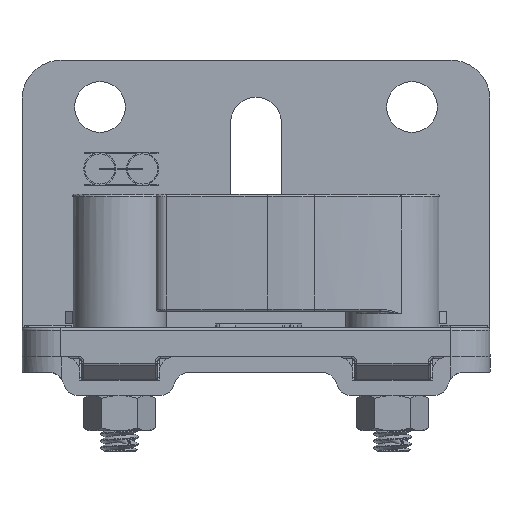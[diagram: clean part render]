
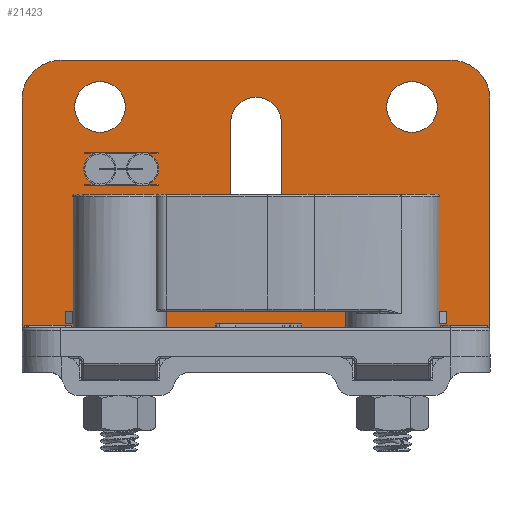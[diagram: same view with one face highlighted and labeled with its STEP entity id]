
A CAD part, front view. The second image highlights one B-rep face of the part: STEP entity #21423.
In plain terms, the highlighted planar face has unit normal (0, -1, 0).
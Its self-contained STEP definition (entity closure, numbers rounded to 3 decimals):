
#916=CIRCLE('',#22791,2.066);
#917=CIRCLE('',#22798,2.066);
#918=CIRCLE('',#22803,5.);
#919=CIRCLE('',#22804,5.);
#920=CIRCLE('',#22805,3.25);
#921=CIRCLE('',#22806,3.25);
#922=CIRCLE('',#22807,3.25);
#923=CIRCLE('',#22808,3.25);
#1806=FACE_BOUND('',#4000,.T.);
#1807=FACE_BOUND('',#4001,.T.);
#1808=FACE_BOUND('',#4002,.T.);
#1809=FACE_BOUND('',#4003,.T.);
#1880=PLANE('',#22802);
#2776=FACE_OUTER_BOUND('',#3999,.T.);
#3999=EDGE_LOOP('',(#14892,#14893,#14894,#14895,#14896,#14897));
#4000=EDGE_LOOP('',(#14898,#14899,#14900,#14901,#14902,#14903,#14904,#14905,
#14906,#14907,#14908,#14909));
#4001=EDGE_LOOP('',(#14910));
#4002=EDGE_LOOP('',(#14911));
#4003=EDGE_LOOP('',(#14912,#14913,#14914,#14915));
#5315=LINE('',#32472,#7070);
#5317=LINE('',#32476,#7072);
#5320=LINE('',#32484,#7075);
#5322=LINE('',#32488,#7077);
#5324=LINE('',#32492,#7079);
#5326=LINE('',#32496,#7081);
#5328=LINE('',#32500,#7083);
#5331=LINE('',#32508,#7086);
#5333=LINE('',#32512,#7088);
#5335=LINE('',#32515,#7090);
#5336=LINE('',#32519,#7091);
#5337=LINE('',#32521,#7092);
#5338=LINE('',#32525,#7093);
#5339=LINE('',#32528,#7094);
#5340=LINE('',#32535,#7095);
#5341=LINE('',#32539,#7096);
#7070=VECTOR('',#25340,10.);
#7072=VECTOR('',#25344,10.);
#7075=VECTOR('',#25353,10.);
#7077=VECTOR('',#25357,10.);
#7079=VECTOR('',#25361,10.);
#7081=VECTOR('',#25365,10.);
#7083=VECTOR('',#25369,10.);
#7086=VECTOR('',#25378,10.);
#7088=VECTOR('',#25382,10.);
#7090=VECTOR('',#25386,10.);
#7091=VECTOR('',#25389,10.);
#7092=VECTOR('',#25390,10.);
#7093=VECTOR('',#25393,10.);
#7094=VECTOR('',#25396,10.);
#7095=VECTOR('',#25401,10.);
#7096=VECTOR('',#25404,10.);
#9176=VERTEX_POINT('',#32469);
#9177=VERTEX_POINT('',#32471);
#9178=VERTEX_POINT('',#32475);
#9179=VERTEX_POINT('',#32479);
#9180=VERTEX_POINT('',#32483);
#9181=VERTEX_POINT('',#32487);
#9182=VERTEX_POINT('',#32491);
#9183=VERTEX_POINT('',#32495);
#9184=VERTEX_POINT('',#32499);
#9185=VERTEX_POINT('',#32503);
#9186=VERTEX_POINT('',#32507);
#9187=VERTEX_POINT('',#32511);
#9188=VERTEX_POINT('',#32517);
#9189=VERTEX_POINT('',#32518);
#9190=VERTEX_POINT('',#32520);
#9191=VERTEX_POINT('',#32522);
#9192=VERTEX_POINT('',#32524);
#9193=VERTEX_POINT('',#32526);
#9194=VERTEX_POINT('',#32529);
#9195=VERTEX_POINT('',#32531);
#9196=VERTEX_POINT('',#32533);
#9197=VERTEX_POINT('',#32534);
#9198=VERTEX_POINT('',#32536);
#9199=VERTEX_POINT('',#32538);
#11400=EDGE_CURVE('',#9177,#9176,#5315,.T.);
#11402=EDGE_CURVE('',#9178,#9177,#5317,.T.);
#11404=EDGE_CURVE('',#9179,#9178,#916,.T.);
#11406=EDGE_CURVE('',#9180,#9179,#5320,.T.);
#11408=EDGE_CURVE('',#9181,#9180,#5322,.T.);
#11410=EDGE_CURVE('',#9182,#9181,#5324,.T.);
#11412=EDGE_CURVE('',#9183,#9182,#5326,.T.);
#11414=EDGE_CURVE('',#9184,#9183,#5328,.T.);
#11416=EDGE_CURVE('',#9185,#9184,#917,.T.);
#11418=EDGE_CURVE('',#9186,#9185,#5331,.T.);
#11420=EDGE_CURVE('',#9187,#9186,#5333,.T.);
#11422=EDGE_CURVE('',#9176,#9187,#5335,.T.);
#11423=EDGE_CURVE('',#9188,#9189,#5336,.T.);
#11424=EDGE_CURVE('',#9188,#9190,#5337,.T.);
#11425=EDGE_CURVE('',#9191,#9190,#918,.T.);
#11426=EDGE_CURVE('',#9192,#9191,#5338,.T.);
#11427=EDGE_CURVE('',#9193,#9192,#919,.T.);
#11428=EDGE_CURVE('',#9193,#9189,#5339,.T.);
#11429=EDGE_CURVE('',#9194,#9194,#920,.T.);
#11430=EDGE_CURVE('',#9195,#9195,#921,.T.);
#11431=EDGE_CURVE('',#9196,#9197,#5340,.T.);
#11432=EDGE_CURVE('',#9197,#9198,#922,.T.);
#11433=EDGE_CURVE('',#9198,#9199,#5341,.T.);
#11434=EDGE_CURVE('',#9199,#9196,#923,.T.);
#14892=ORIENTED_EDGE('',*,*,#11423,.F.);
#14893=ORIENTED_EDGE('',*,*,#11424,.T.);
#14894=ORIENTED_EDGE('',*,*,#11425,.F.);
#14895=ORIENTED_EDGE('',*,*,#11426,.F.);
#14896=ORIENTED_EDGE('',*,*,#11427,.F.);
#14897=ORIENTED_EDGE('',*,*,#11428,.T.);
#14898=ORIENTED_EDGE('',*,*,#11400,.T.);
#14899=ORIENTED_EDGE('',*,*,#11422,.T.);
#14900=ORIENTED_EDGE('',*,*,#11420,.T.);
#14901=ORIENTED_EDGE('',*,*,#11418,.T.);
#14902=ORIENTED_EDGE('',*,*,#11416,.T.);
#14903=ORIENTED_EDGE('',*,*,#11414,.T.);
#14904=ORIENTED_EDGE('',*,*,#11412,.T.);
#14905=ORIENTED_EDGE('',*,*,#11410,.T.);
#14906=ORIENTED_EDGE('',*,*,#11408,.T.);
#14907=ORIENTED_EDGE('',*,*,#11406,.T.);
#14908=ORIENTED_EDGE('',*,*,#11404,.T.);
#14909=ORIENTED_EDGE('',*,*,#11402,.T.);
#14910=ORIENTED_EDGE('',*,*,#11429,.T.);
#14911=ORIENTED_EDGE('',*,*,#11430,.T.);
#14912=ORIENTED_EDGE('',*,*,#11431,.T.);
#14913=ORIENTED_EDGE('',*,*,#11432,.T.);
#14914=ORIENTED_EDGE('',*,*,#11433,.T.);
#14915=ORIENTED_EDGE('',*,*,#11434,.T.);
#21423=ADVANCED_FACE('',(#2776,#1806,#1807,#1808,#1809),#1880,.T.);
#22791=AXIS2_PLACEMENT_3D('',#32480,#25348,#25349);
#22798=AXIS2_PLACEMENT_3D('',#32504,#25373,#25374);
#22802=AXIS2_PLACEMENT_3D('',#32516,#25387,#25388);
#22803=AXIS2_PLACEMENT_3D('',#32523,#25391,#25392);
#22804=AXIS2_PLACEMENT_3D('',#32527,#25394,#25395);
#22805=AXIS2_PLACEMENT_3D('',#32530,#25397,#25398);
#22806=AXIS2_PLACEMENT_3D('',#32532,#25399,#25400);
#22807=AXIS2_PLACEMENT_3D('',#32537,#25402,#25403);
#22808=AXIS2_PLACEMENT_3D('',#32540,#25405,#25406);
#25340=DIRECTION('',(0.,0.,-1.));
#25344=DIRECTION('',(1.,0.,0.));
#25348=DIRECTION('center_axis',(0.,1.,0.));
#25349=DIRECTION('ref_axis',(0.352,0.,-0.936));
#25353=DIRECTION('',(-1.,0.,0.));
#25357=DIRECTION('',(0.,0.,-1.));
#25361=DIRECTION('',(1.,0.,0.));
#25365=DIRECTION('',(0.,0.,1.));
#25369=DIRECTION('',(-1.,0.,0.));
#25373=DIRECTION('center_axis',(0.,1.,0.));
#25374=DIRECTION('ref_axis',(-0.352,0.,0.936));
#25378=DIRECTION('',(1.,0.,0.));
#25382=DIRECTION('',(0.,0.,1.));
#25386=DIRECTION('',(-1.,0.,0.));
#25387=DIRECTION('center_axis',(0.,-1.,0.));
#25388=DIRECTION('ref_axis',(0.,0.,-1.));
#25389=DIRECTION('',(-1.,0.,0.));
#25390=DIRECTION('',(0.,0.,1.));
#25391=DIRECTION('center_axis',(0.,1.,0.));
#25392=DIRECTION('ref_axis',(0.707,0.,0.707));
#25393=DIRECTION('',(1.,0.,0.));
#25394=DIRECTION('center_axis',(0.,1.,0.));
#25395=DIRECTION('ref_axis',(-0.707,0.,0.707));
#25396=DIRECTION('',(0.,0.,-1.));
#25397=DIRECTION('center_axis',(0.,1.,0.));
#25398=DIRECTION('ref_axis',(-1.,0.,0.));
#25399=DIRECTION('center_axis',(0.,1.,0.));
#25400=DIRECTION('ref_axis',(-1.,0.,0.));
#25401=DIRECTION('',(0.,0.,1.));
#25402=DIRECTION('center_axis',(0.,1.,0.));
#25403=DIRECTION('ref_axis',(-1.,0.,0.));
#25404=DIRECTION('',(0.,0.,-1.));
#25405=DIRECTION('center_axis',(0.,1.,0.));
#25406=DIRECTION('ref_axis',(-1.,0.,0.));
#32469=CARTESIAN_POINT('',(-12.551,48.,26.992));
#32471=CARTESIAN_POINT('',(-12.551,48.,27.124));
#32472=CARTESIAN_POINT('',(-12.551,48.,16.029));
#32475=CARTESIAN_POINT('',(-13.825,48.,27.124));
#32476=CARTESIAN_POINT('',(-6.594,48.,27.124));
#32479=CARTESIAN_POINT('',(-13.825,48.,30.992));
#32480=CARTESIAN_POINT('Origin',(-14.551,48.,29.058));
#32483=CARTESIAN_POINT('',(-12.551,48.,30.992));
#32484=CARTESIAN_POINT('',(-6.594,48.,30.992));
#32487=CARTESIAN_POINT('',(-12.551,48.,31.124));
#32488=CARTESIAN_POINT('',(-12.551,48.,18.029));
#32491=CARTESIAN_POINT('',(-22.015,48.,31.124));
#32492=CARTESIAN_POINT('',(-8.642,48.,31.124));
#32495=CARTESIAN_POINT('',(-22.015,48.,30.992));
#32496=CARTESIAN_POINT('',(-22.015,48.,18.029));
#32499=CARTESIAN_POINT('',(-20.742,48.,30.992));
#32500=CARTESIAN_POINT('',(-10.689,48.,30.992));
#32503=CARTESIAN_POINT('',(-20.742,48.,27.124));
#32504=CARTESIAN_POINT('Origin',(-20.015,48.,29.058));
#32507=CARTESIAN_POINT('',(-22.015,48.,27.124));
#32508=CARTESIAN_POINT('',(-10.689,48.,27.124));
#32511=CARTESIAN_POINT('',(-22.015,48.,26.992));
#32512=CARTESIAN_POINT('',(-22.015,48.,16.029));
#32515=CARTESIAN_POINT('',(-8.642,48.,26.992));
#32516=CARTESIAN_POINT('Origin',(0.,48.,5.));
#32517=CARTESIAN_POINT('',(30.,48.,6.));
#32518=CARTESIAN_POINT('',(-30.,48.,6.));
#32519=CARTESIAN_POINT('',(15.,48.,6.));
#32520=CARTESIAN_POINT('',(30.,48.,38.));
#32521=CARTESIAN_POINT('',(30.,48.,14.));
#32522=CARTESIAN_POINT('',(25.,48.,43.));
#32523=CARTESIAN_POINT('Origin',(25.,48.,38.));
#32524=CARTESIAN_POINT('',(-25.,48.,43.));
#32525=CARTESIAN_POINT('',(0.,48.,43.));
#32526=CARTESIAN_POINT('',(-30.,48.,38.));
#32527=CARTESIAN_POINT('Origin',(-25.,48.,38.));
#32528=CARTESIAN_POINT('',(-30.,48.,14.));
#32529=CARTESIAN_POINT('',(23.25,48.,37.));
#32530=CARTESIAN_POINT('Origin',(20.,48.,37.));
#32531=CARTESIAN_POINT('',(-16.75,48.,37.));
#32532=CARTESIAN_POINT('Origin',(-20.,48.,37.));
#32533=CARTESIAN_POINT('',(-3.25,48.,25.));
#32534=CARTESIAN_POINT('',(-3.25,48.,35.));
#32535=CARTESIAN_POINT('',(-3.25,48.,15.));
#32536=CARTESIAN_POINT('',(3.25,48.,35.));
#32537=CARTESIAN_POINT('Origin',(0.,48.,35.));
#32538=CARTESIAN_POINT('',(3.25,48.,25.));
#32539=CARTESIAN_POINT('',(3.25,48.,20.));
#32540=CARTESIAN_POINT('Origin',(0.,48.,25.));
